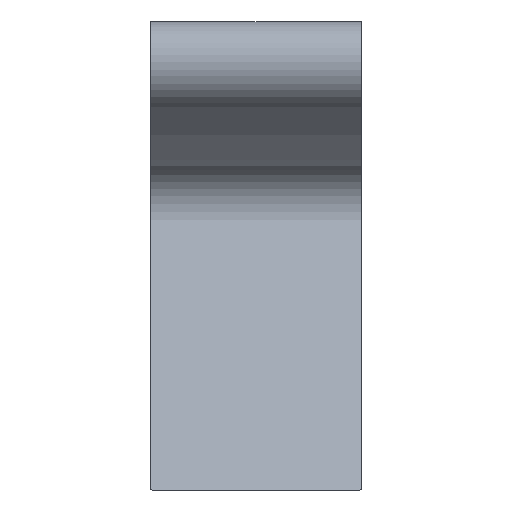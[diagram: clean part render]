
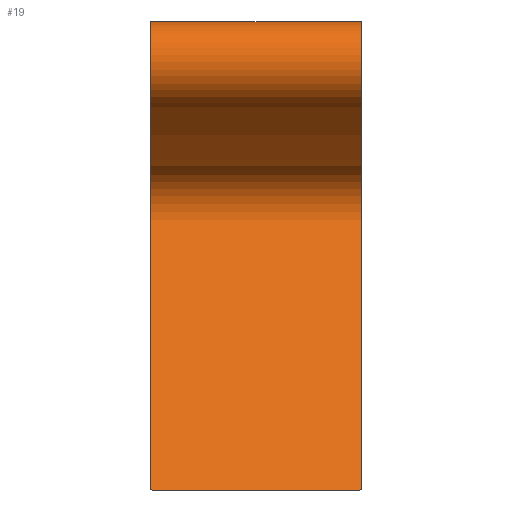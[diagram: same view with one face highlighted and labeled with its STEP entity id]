
A CAD part, left-side view. The second image highlights one B-rep face of the part: STEP entity #19.
In plain terms, the highlighted free-form (B-spline) face has degree [2, 1] with [13, 2] control points.
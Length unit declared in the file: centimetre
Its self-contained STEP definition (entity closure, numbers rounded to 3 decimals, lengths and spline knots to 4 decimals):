
#19=ADVANCED_FACE($,(#30),#152,.T.);
#30=FACE_OUTER_BOUND($,#41,.T.);
#41=EDGE_LOOP($,(#74,#75,#76,#77,#78,#79));
#74=ORIENTED_EDGE($,*,*,#111,.F.);
#75=ORIENTED_EDGE($,*,*,#115,.T.);
#76=ORIENTED_EDGE($,*,*,#101,.F.);
#77=ORIENTED_EDGE($,*,*,#102,.T.);
#78=ORIENTED_EDGE($,*,*,#103,.T.);
#79=ORIENTED_EDGE($,*,*,#119,.T.);
#101=EDGE_CURVE($,#128,#130,#170,.T.);
#102=EDGE_CURVE($,#128,#129,#157,.T.);
#103=EDGE_CURVE($,#129,#131,#171,.T.);
#111=EDGE_CURVE($,#145,#144,#161,.T.);
#115=EDGE_CURVE($,#145,#130,#165,.T.);
#119=EDGE_CURVE($,#131,#144,#169,.T.);
#128=VERTEX_POINT($,#748);
#129=VERTEX_POINT($,#749);
#130=VERTEX_POINT($,#750);
#131=VERTEX_POINT($,#751);
#144=VERTEX_POINT($,#764);
#145=VERTEX_POINT($,#765);
#152=(
BOUNDED_SURFACE()
B_SPLINE_SURFACE(2,1,((#601,#602),(#603,#604),(#605,#606),(#607,#608),(#609,
#610),(#611,#612),(#613,#614),(#615,#616),(#617,#618),(#619,#620),(#621,
#622),(#623,#624),(#625,#626)),.UNSPECIFIED.,.F.,.F.,.F.)
B_SPLINE_SURFACE_WITH_KNOTS((3,2,2,2,2,2,3),(2,2),(-300.8162,-253.1935,
-237.2948,-214.6467,-207.3532,-198.6981,-102.1181),
(0.,36.),.UNSPECIFIED.)
GEOMETRIC_REPRESENTATION_ITEM()
RATIONAL_B_SPLINE_SURFACE(((1.,1.),(1.,1.),(1.,1.),(0.711,0.711),
(1.,1.),(0.997,0.997),(1.,1.),(0.867,
0.867),(1.,1.),(0.707,0.707),(1.,1.),
(1.,1.),(1.,1.)))
REPRESENTATION_ITEM($)
SURFACE()
);
#157=B_SPLINE_CURVE_WITH_KNOTS($,1,(#299,#300),.UNSPECIFIED.,.F.,.F.,(2,
2),(0.,36.),.UNSPECIFIED.);
#161=B_SPLINE_CURVE_WITH_KNOTS($,1,(#388,#389),.UNSPECIFIED.,.F.,.F.,(2,
2),(0.3,35.7),.UNSPECIFIED.);
#165=B_SPLINE_CURVE_WITH_KNOTS($,3,(#426,#427,#428,#429,#430,#431,#432,#433,
#434,#435,#436,#437),.UNSPECIFIED.,.F.,.F.,(4,1,1,1,1,1,1,1,1,4),(-0.4859,
-0.4373,-0.3858,-0.3319,-0.2761,
-0.2192,-0.1622,-0.106,-0.0517,
0.),.UNSPECIFIED.);
#169=B_SPLINE_CURVE_WITH_KNOTS($,3,(#474,#475,#476,#477,#478,#479,#480,#481,
#482,#483,#484,#485),.UNSPECIFIED.,.F.,.F.,(4,1,1,1,1,1,1,1,1,4),(-0.4859,
-0.4342,-0.3799,-0.3237,-0.2666,
-0.2097,-0.1539,-0.1,-0.0486,
0.),.UNSPECIFIED.);
#170=(
BOUNDED_CURVE()
B_SPLINE_CURVE(2,(#286,#287,#288,#289,#290,#291,#292,#293,#294,#295,#296,
#297,#298),.UNSPECIFIED.,.F.,.F.)
B_SPLINE_CURVE_WITH_KNOTS((3,2,2,2,2,2,3),(102.1181,198.6981,
207.3532,214.6467,237.2948,253.1935,300.497),
.UNSPECIFIED.)
CURVE()
GEOMETRIC_REPRESENTATION_ITEM()
RATIONAL_B_SPLINE_CURVE((1.,1.,1.,0.707,1.,0.867,
1.,0.997,1.,0.711,1.,1.,1.))
REPRESENTATION_ITEM($)
);
#171=(
BOUNDED_CURVE()
B_SPLINE_CURVE(2,(#301,#302,#303,#304,#305,#306,#307,#308,#309,#310,#311,
#312,#313),.UNSPECIFIED.,.F.,.F.)
B_SPLINE_CURVE_WITH_KNOTS((3,2,2,2,2,2,3),(102.1181,198.6981,
207.3532,214.6467,237.2948,253.1935,300.497),
.UNSPECIFIED.)
CURVE()
GEOMETRIC_REPRESENTATION_ITEM()
RATIONAL_B_SPLINE_CURVE((1.,1.,1.,0.707,1.,0.867,
1.,0.997,1.,0.711,1.,1.,1.))
REPRESENTATION_ITEM($)
);
#286=CARTESIAN_POINT($,(89.89,0.,80.));
#287=CARTESIAN_POINT($,(41.6,0.,80.));
#288=CARTESIAN_POINT($,(-6.69,0.,80.));
#289=CARTESIAN_POINT($,(-13.7,0.,80.));
#290=CARTESIAN_POINT($,(-13.7,0.,72.99));
#291=CARTESIAN_POINT($,(-13.7,0.,68.1123));
#292=CARTESIAN_POINT($,(-9.4848,0.,65.649));
#293=CARTESIAN_POINT($,(0.4565,0.,59.9182));
#294=CARTESIAN_POINT($,(11.1868,0.,55.865));
#295=CARTESIAN_POINT($,(19.2277,0.,52.8277));
#296=CARTESIAN_POINT($,(16.2879,0.,44.7507));
#297=CARTESIAN_POINT($,(8.1986,0.,22.5253));
#298=CARTESIAN_POINT($,(0.1092,0.,0.3));
#299=CARTESIAN_POINT($,(89.89,0.,80.));
#300=CARTESIAN_POINT($,(89.89,36.,80.));
#301=CARTESIAN_POINT($,(89.89,36.,80.));
#302=CARTESIAN_POINT($,(41.6,36.,80.));
#303=CARTESIAN_POINT($,(-6.69,36.,80.));
#304=CARTESIAN_POINT($,(-13.7,36.,80.));
#305=CARTESIAN_POINT($,(-13.7,36.,72.99));
#306=CARTESIAN_POINT($,(-13.7,36.,68.1123));
#307=CARTESIAN_POINT($,(-9.4848,36.,65.649));
#308=CARTESIAN_POINT($,(0.4565,36.,59.9182));
#309=CARTESIAN_POINT($,(11.1868,36.,55.865));
#310=CARTESIAN_POINT($,(19.2277,36.,52.8277));
#311=CARTESIAN_POINT($,(16.2879,36.,44.7507));
#312=CARTESIAN_POINT($,(8.1986,36.,22.5253));
#313=CARTESIAN_POINT($,(0.1092,36.,0.3));
#388=CARTESIAN_POINT($,(0.,0.3,0.));
#389=CARTESIAN_POINT($,(0.,35.7,0.));
#426=CARTESIAN_POINT($,(0.,0.3,0.));
#427=CARTESIAN_POINT($,(0.,0.2838,0.));
#428=CARTESIAN_POINT($,(0.001,0.2504,0.0027));
#429=CARTESIAN_POINT($,(0.0056,0.2006,0.0153));
#430=CARTESIAN_POINT($,(0.0136,0.1519,0.0372));
#431=CARTESIAN_POINT($,(0.0249,0.1068,0.0683));
#432=CARTESIAN_POINT($,(0.0391,0.0679,0.1073));
#433=CARTESIAN_POINT($,(0.0554,0.037,0.1523));
#434=CARTESIAN_POINT($,(0.0731,0.0152,0.2009));
#435=CARTESIAN_POINT($,(0.0912,0.0027,0.2506));
#436=CARTESIAN_POINT($,(0.1033,0.,0.2838));
#437=CARTESIAN_POINT($,(0.1092,0.,0.3));
#474=CARTESIAN_POINT($,(0.1092,36.,0.3));
#475=CARTESIAN_POINT($,(0.1033,36.,0.2838));
#476=CARTESIAN_POINT($,(0.0912,35.9973,0.2506));
#477=CARTESIAN_POINT($,(0.0731,35.9848,0.2009));
#478=CARTESIAN_POINT($,(0.0554,35.963,0.1523));
#479=CARTESIAN_POINT($,(0.0391,35.9321,0.1073));
#480=CARTESIAN_POINT($,(0.0249,35.8932,0.0683));
#481=CARTESIAN_POINT($,(0.0136,35.8481,0.0372));
#482=CARTESIAN_POINT($,(0.0056,35.7994,0.0153));
#483=CARTESIAN_POINT($,(0.001,35.7496,0.0027));
#484=CARTESIAN_POINT($,(0.,35.7162,0.));
#485=CARTESIAN_POINT($,(0.,35.7,0.));
#601=CARTESIAN_POINT($,(0.,0.,0.));
#602=CARTESIAN_POINT($,(0.,36.,0.));
#603=CARTESIAN_POINT($,(8.144,0.,22.3753));
#604=CARTESIAN_POINT($,(8.144,36.,22.3753));
#605=CARTESIAN_POINT($,(16.2879,0.,44.7507));
#606=CARTESIAN_POINT($,(16.2879,36.,44.7507));
#607=CARTESIAN_POINT($,(19.2277,0.,52.8277));
#608=CARTESIAN_POINT($,(19.2277,36.,52.8277));
#609=CARTESIAN_POINT($,(11.1868,0.,55.865));
#610=CARTESIAN_POINT($,(11.1868,36.,55.865));
#611=CARTESIAN_POINT($,(0.4565,0.,59.9182));
#612=CARTESIAN_POINT($,(0.4565,36.,59.9182));
#613=CARTESIAN_POINT($,(-9.4848,0.,65.649));
#614=CARTESIAN_POINT($,(-9.4848,36.,65.649));
#615=CARTESIAN_POINT($,(-13.7,0.,68.1123));
#616=CARTESIAN_POINT($,(-13.7,36.,68.1123));
#617=CARTESIAN_POINT($,(-13.7,0.,72.99));
#618=CARTESIAN_POINT($,(-13.7,36.,72.99));
#619=CARTESIAN_POINT($,(-13.7,0.,80.));
#620=CARTESIAN_POINT($,(-13.7,36.,80.));
#621=CARTESIAN_POINT($,(-6.69,0.,80.));
#622=CARTESIAN_POINT($,(-6.69,36.,80.));
#623=CARTESIAN_POINT($,(41.6,0.,80.));
#624=CARTESIAN_POINT($,(41.6,36.,80.));
#625=CARTESIAN_POINT($,(89.89,0.,80.));
#626=CARTESIAN_POINT($,(89.89,36.,80.));
#748=CARTESIAN_POINT($,(89.89,0.,80.));
#749=CARTESIAN_POINT($,(89.89,36.,80.));
#750=CARTESIAN_POINT($,(0.1092,0.,0.3));
#751=CARTESIAN_POINT($,(0.1092,36.,0.3));
#764=CARTESIAN_POINT($,(0.,35.7,0.));
#765=CARTESIAN_POINT($,(0.,0.3,0.));
